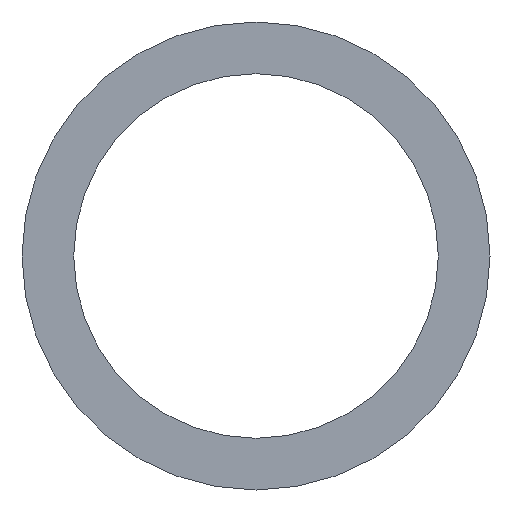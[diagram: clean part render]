
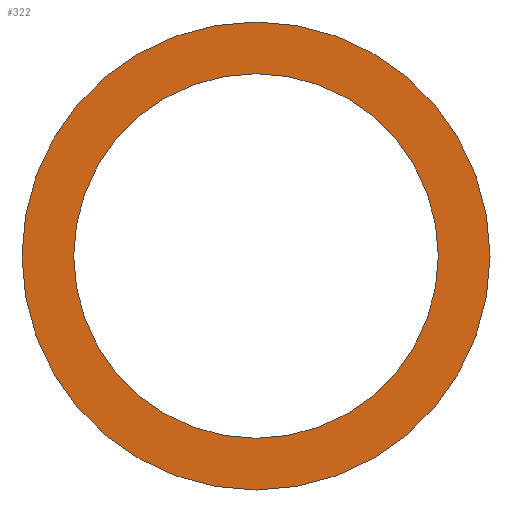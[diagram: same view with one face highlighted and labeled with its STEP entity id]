
A CAD part, front view. The second image highlights one B-rep face of the part: STEP entity #322.
In plain terms, the highlighted planar face has unit normal (0, -1, 0).
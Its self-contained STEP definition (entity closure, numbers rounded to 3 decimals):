
#13 = CIRCLE ( 'NONE', #181, 105.55 ) ;
#27 = CARTESIAN_POINT ( 'NONE',  ( 0., 0., 0. ) ) ;
#28 = VERTEX_POINT ( 'NONE', #354 ) ;
#29 = CARTESIAN_POINT ( 'NONE',  ( 135.5, 0., 0. ) ) ;
#34 = CARTESIAN_POINT ( 'NONE',  ( 105.55, 0., 0. ) ) ;
#42 = ORIENTED_EDGE ( 'NONE', *, *, #83, .F. ) ;
#66 = CIRCLE ( 'NONE', #145, 135.5 ) ;
#81 = VERTEX_POINT ( 'NONE', #34 ) ;
#83 = EDGE_CURVE ( 'NONE', #28, #382, #66, .T. ) ;
#90 = FACE_BOUND ( 'NONE', #171, .T. ) ;
#91 = DIRECTION ( 'NONE',  ( -1., 0., 0. ) ) ;
#94 = DIRECTION ( 'NONE',  ( 0., 1., 0. ) ) ;
#102 = ORIENTED_EDGE ( 'NONE', *, *, #296, .T. ) ;
#103 = CIRCLE ( 'NONE', #199, 135.5 ) ;
#112 = EDGE_CURVE ( 'NONE', #382, #28, #103, .T. ) ;
#113 = CARTESIAN_POINT ( 'NONE',  ( -105.55, 0., 0. ) ) ;
#117 = CARTESIAN_POINT ( 'NONE',  ( 135.5, 0., 0. ) ) ;
#133 = EDGE_LOOP ( 'NONE', ( #209, #42 ) ) ;
#145 = AXIS2_PLACEMENT_3D ( 'NONE', #337, #364, #280 ) ;
#154 = DIRECTION ( 'NONE',  ( 0., 1., 0. ) ) ;
#171 = EDGE_LOOP ( 'NONE', ( #102, #304 ) ) ;
#173 = AXIS2_PLACEMENT_3D ( 'NONE', #29, #154, #284 ) ;
#181 = AXIS2_PLACEMENT_3D ( 'NONE', #217, #94, #214 ) ;
#183 = DIRECTION ( 'NONE',  ( 0., 1., 0. ) ) ;
#199 = AXIS2_PLACEMENT_3D ( 'NONE', #365, #183, #91 ) ;
#202 = VERTEX_POINT ( 'NONE', #113 ) ;
#209 = ORIENTED_EDGE ( 'NONE', *, *, #112, .F. ) ;
#214 = DIRECTION ( 'NONE',  ( -1., 0., 0. ) ) ;
#217 = CARTESIAN_POINT ( 'NONE',  ( 0., 0., 0. ) ) ;
#249 = DIRECTION ( 'NONE',  ( 0., 1., 0. ) ) ;
#280 = DIRECTION ( 'NONE',  ( -1., 0., 0. ) ) ;
#284 = DIRECTION ( 'NONE',  ( -1., 0., 0. ) ) ;
#296 = EDGE_CURVE ( 'NONE', #202, #81, #13, .T. ) ;
#304 = ORIENTED_EDGE ( 'NONE', *, *, #363, .T. ) ;
#322 = ADVANCED_FACE ( 'NONE', ( #392, #90 ), #367, .F. ) ;
#337 = CARTESIAN_POINT ( 'NONE',  ( 0., 0., 0. ) ) ;
#345 = DIRECTION ( 'NONE',  ( -1., 0., 0. ) ) ;
#354 = CARTESIAN_POINT ( 'NONE',  ( -135.5, 0., 0. ) ) ;
#363 = EDGE_CURVE ( 'NONE', #81, #202, #368, .T. ) ;
#364 = DIRECTION ( 'NONE',  ( 0., 1., 0. ) ) ;
#365 = CARTESIAN_POINT ( 'NONE',  ( 0., 0., 0. ) ) ;
#367 = PLANE ( 'NONE',  #173 ) ;
#368 = CIRCLE ( 'NONE', #405, 105.55 ) ;
#382 = VERTEX_POINT ( 'NONE', #117 ) ;
#392 = FACE_OUTER_BOUND ( 'NONE', #133, .T. ) ;
#405 = AXIS2_PLACEMENT_3D ( 'NONE', #27, #249, #345 ) ;
